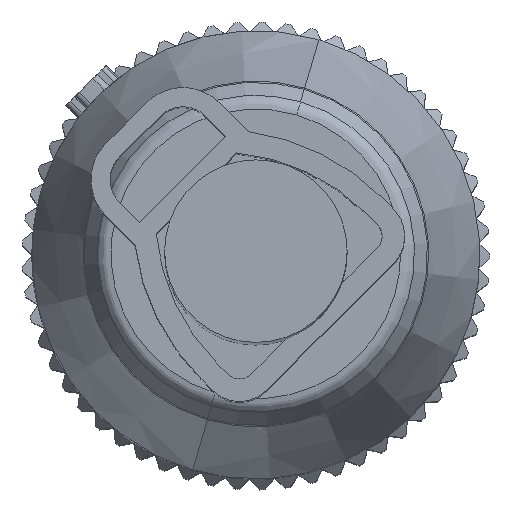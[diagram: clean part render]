
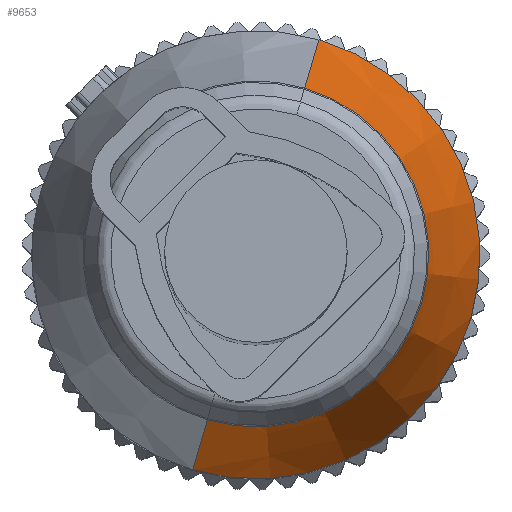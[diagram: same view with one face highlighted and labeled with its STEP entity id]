
A CAD part, top view. The second image highlights one B-rep face of the part: STEP entity #9653.
In plain terms, the highlighted conical face has half-angle 18 degrees and reference radius 4.9 mm.
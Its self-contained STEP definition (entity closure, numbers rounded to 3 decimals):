
#9589=AXIS2_PLACEMENT_3D('Circle Axis2P3D',#9587,#9588,$) ;
#9626=AXIS2_PLACEMENT_3D('Cone Axis2P3D',#9623,#9624,#9625) ;
#9630=AXIS2_PLACEMENT_3D('Circle Axis2P3D',#9628,#9629,$) ;
#9587=CARTESIAN_POINT('Axis2P3D Location',(7.293,7.299,27.459)) ;
#9591=CARTESIAN_POINT('Vertex',(5.322,0.582,27.459)) ;
#9593=CARTESIAN_POINT('Vertex',(9.264,14.016,27.459)) ;
#9623=CARTESIAN_POINT('Axis2P3D Location',(7.293,7.299,33.922)) ;
#9628=CARTESIAN_POINT('Axis2P3D Location',(7.293,7.299,33.922)) ;
#9632=CARTESIAN_POINT('Vertex',(5.913,2.597,33.922)) ;
#9634=CARTESIAN_POINT('Vertex',(8.673,12.001,33.922)) ;
#9637=CARTESIAN_POINT('Line Origine',(5.618,1.59,30.69)) ;
#9642=CARTESIAN_POINT('Line Origine',(8.968,13.008,30.69)) ;
#9588=DIRECTION('Axis2P3D Direction',(0.,0.,1.)) ;
#9624=DIRECTION('Axis2P3D Direction',(0.,0.,-1.)) ;
#9625=DIRECTION('Axis2P3D XDirection',(0.282,0.96,0.)) ;
#9629=DIRECTION('Axis2P3D Direction',(0.,0.,-1.)) ;
#9638=DIRECTION('Vector Direction',(-0.087,-0.297,-0.951)) ;
#9643=DIRECTION('Vector Direction',(0.087,0.297,-0.951)) ;
#9639=VECTOR('Line Direction',#9638,1.) ;
#9644=VECTOR('Line Direction',#9643,1.) ;
#9648=ORIENTED_EDGE('',*,*,#9636,.F.) ;
#9649=ORIENTED_EDGE('',*,*,#9641,.T.) ;
#9650=ORIENTED_EDGE('',*,*,#9595,.T.) ;
#9651=ORIENTED_EDGE('',*,*,#9646,.F.) ;
#9653=ADVANCED_FACE('Hauptk\X2\00F6\X0\rper',(#9652),#9627,.T.) ;
#9590=CIRCLE('generated circle',#9589,7.) ;
#9631=CIRCLE('generated circle',#9630,4.9) ;
#9627=CONICAL_SURFACE('Cone',#9626,4.9,0.314) ;
#9595=EDGE_CURVE('',#9592,#9594,#9590,.T.) ;
#9636=EDGE_CURVE('',#9633,#9635,#9631,.F.) ;
#9641=EDGE_CURVE('',#9633,#9592,#9640,.T.) ;
#9646=EDGE_CURVE('',#9635,#9594,#9645,.T.) ;
#9647=EDGE_LOOP('',(#9648,#9649,#9650,#9651)) ;
#9652=FACE_OUTER_BOUND('',#9647,.T.) ;
#9640=LINE('Line',#9637,#9639) ;
#9645=LINE('Line',#9642,#9644) ;
#9592=VERTEX_POINT('',#9591) ;
#9594=VERTEX_POINT('',#9593) ;
#9633=VERTEX_POINT('',#9632) ;
#9635=VERTEX_POINT('',#9634) ;
